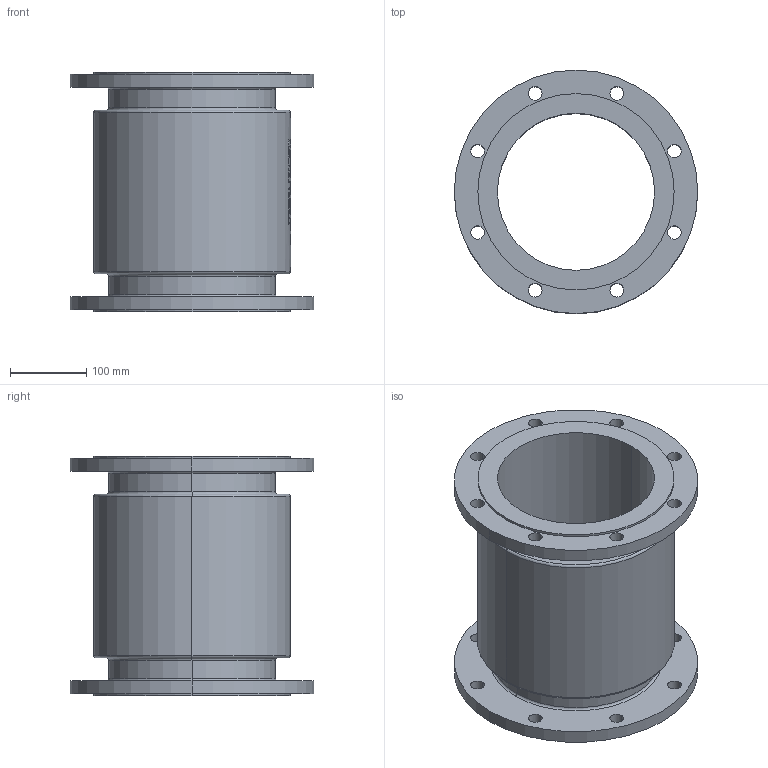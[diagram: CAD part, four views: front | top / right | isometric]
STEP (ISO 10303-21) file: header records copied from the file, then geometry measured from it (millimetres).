
FILE_DESCRIPTION (( 'STEP AP214' ), '1' );
FILE_NAME ('7120000_DN200_PN06_1328246.STEP', '2022-02-21T08:56:12', ( 'axxx' ), ( 'Hewlett-Packard Company' ), 'SwSTEP 2.0', 'SolidWorks 2019', '' );
FILE_SCHEMA (( 'AUTOMOTIVE_DESIGN' ));
Length unit declared in the file: millimetre
Products named in the file (1): 7120000_DN200_PN06_1328246
Bounding box: 320 x 320 x 315 mm (x, y, z)
Volume: 6017943.1 mm3; surface area: 676011.3 mm2
Topology: 1 solids, 1 shells, 552 faces, 1431 edges, 950 vertices
Faces by surface type: bspline 238, plane 232, cylinder 70, torus 12
Entity records: 31740 total; most frequent: CARTESIAN_POINT 19714, ORIENTED_EDGE 2862, DIRECTION 1718, EDGE_CURVE 1431, VERTEX_POINT 950, LINE 734, VECTOR 734, EDGE_LOOP 655
